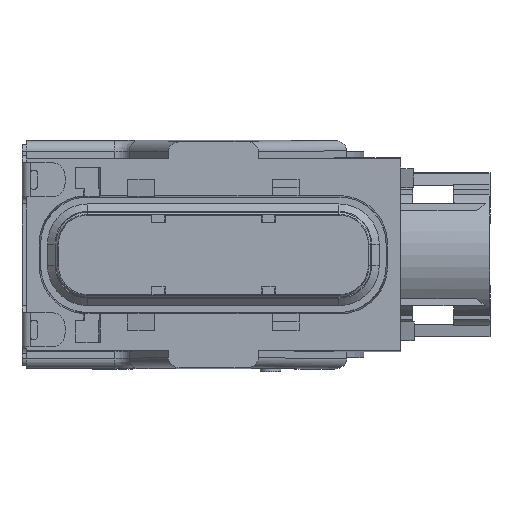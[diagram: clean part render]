
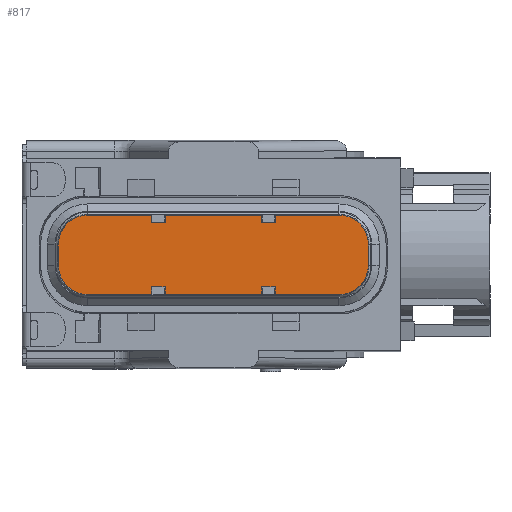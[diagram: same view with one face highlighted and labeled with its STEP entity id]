
A CAD part, front view. The second image highlights one B-rep face of the part: STEP entity #817.
In plain terms, the highlighted planar face has unit normal (0, -1, 0).
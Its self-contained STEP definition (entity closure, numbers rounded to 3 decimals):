
#258=FACE_OUTER_BOUND('',#1838,.T.);
#817=ADVANCED_FACE('',(#258),#1392,.F.);
#1392=PLANE('',#11541);
#1838=EDGE_LOOP('',(#2920,#2921,#2922,#2923,#2924,#2925,#2926,#2927,#2928,
#2929,#2930,#2931,#2932,#2933,#2934,#2935,#2936,#2937,#2938,#2939,#2940,
#2941,#2942,#2943));
#2685=ELLIPSE('',#11537,4.2,4.2);
#2686=ELLIPSE('',#11538,4.2,4.2);
#2687=ELLIPSE('',#11539,4.2,4.2);
#2688=ELLIPSE('',#11540,4.2,4.2);
#2920=ORIENTED_EDGE('',*,*,#7417,.F.);
#2921=ORIENTED_EDGE('',*,*,#7418,.T.);
#2922=ORIENTED_EDGE('',*,*,#7419,.T.);
#2923=ORIENTED_EDGE('',*,*,#7420,.F.);
#2924=ORIENTED_EDGE('',*,*,#7421,.F.);
#2925=ORIENTED_EDGE('',*,*,#7422,.T.);
#2926=ORIENTED_EDGE('',*,*,#7423,.T.);
#2927=ORIENTED_EDGE('',*,*,#7424,.F.);
#2928=ORIENTED_EDGE('',*,*,#7425,.F.);
#2929=ORIENTED_EDGE('',*,*,#7426,.F.);
#2930=ORIENTED_EDGE('',*,*,#7427,.F.);
#2931=ORIENTED_EDGE('',*,*,#7428,.T.);
#2932=ORIENTED_EDGE('',*,*,#7429,.F.);
#2933=ORIENTED_EDGE('',*,*,#7430,.F.);
#2934=ORIENTED_EDGE('',*,*,#7431,.F.);
#2935=ORIENTED_EDGE('',*,*,#7432,.T.);
#2936=ORIENTED_EDGE('',*,*,#7433,.F.);
#2937=ORIENTED_EDGE('',*,*,#7434,.T.);
#2938=ORIENTED_EDGE('',*,*,#7435,.T.);
#2939=ORIENTED_EDGE('',*,*,#7436,.F.);
#2940=ORIENTED_EDGE('',*,*,#7437,.F.);
#2941=ORIENTED_EDGE('',*,*,#7438,.T.);
#2942=ORIENTED_EDGE('',*,*,#7439,.T.);
#2943=ORIENTED_EDGE('',*,*,#7440,.F.);
#6302=VERTEX_POINT('',#15852);
#6303=VERTEX_POINT('',#15853);
#6304=VERTEX_POINT('',#15855);
#6305=VERTEX_POINT('',#15857);
#6306=VERTEX_POINT('',#15859);
#6307=VERTEX_POINT('',#15861);
#6308=VERTEX_POINT('',#15863);
#6309=VERTEX_POINT('',#15865);
#6310=VERTEX_POINT('',#15867);
#6311=VERTEX_POINT('',#15869);
#6312=VERTEX_POINT('',#15871);
#6313=VERTEX_POINT('',#15873);
#6314=VERTEX_POINT('',#15875);
#6315=VERTEX_POINT('',#15877);
#6316=VERTEX_POINT('',#15879);
#6317=VERTEX_POINT('',#15881);
#6318=VERTEX_POINT('',#15883);
#6319=VERTEX_POINT('',#15885);
#6320=VERTEX_POINT('',#15887);
#6321=VERTEX_POINT('',#15889);
#6322=VERTEX_POINT('',#15891);
#6323=VERTEX_POINT('',#15893);
#6324=VERTEX_POINT('',#15895);
#6325=VERTEX_POINT('',#15897);
#7417=EDGE_CURVE('',#6302,#6303,#9097,.T.);
#7418=EDGE_CURVE('',#6302,#6304,#9098,.T.);
#7419=EDGE_CURVE('',#6304,#6305,#9099,.T.);
#7420=EDGE_CURVE('',#6306,#6305,#9100,.T.);
#7421=EDGE_CURVE('',#6307,#6306,#9101,.T.);
#7422=EDGE_CURVE('',#6307,#6308,#2685,.T.);
#7423=EDGE_CURVE('',#6308,#6309,#9102,.T.);
#7424=EDGE_CURVE('',#6310,#6309,#2686,.T.);
#7425=EDGE_CURVE('',#6311,#6310,#9103,.T.);
#7426=EDGE_CURVE('',#6312,#6311,#9104,.T.);
#7427=EDGE_CURVE('',#6313,#6312,#9105,.T.);
#7428=EDGE_CURVE('',#6313,#6314,#9106,.T.);
#7429=EDGE_CURVE('',#6315,#6314,#9107,.T.);
#7430=EDGE_CURVE('',#6316,#6315,#9108,.T.);
#7431=EDGE_CURVE('',#6317,#6316,#9109,.T.);
#7432=EDGE_CURVE('',#6317,#6318,#9110,.T.);
#7433=EDGE_CURVE('',#6319,#6318,#9111,.T.);
#7434=EDGE_CURVE('',#6319,#6320,#2687,.T.);
#7435=EDGE_CURVE('',#6320,#6321,#9112,.T.);
#7436=EDGE_CURVE('',#6322,#6321,#2688,.T.);
#7437=EDGE_CURVE('',#6323,#6322,#9113,.T.);
#7438=EDGE_CURVE('',#6323,#6324,#9114,.T.);
#7439=EDGE_CURVE('',#6324,#6325,#9115,.T.);
#7440=EDGE_CURVE('',#6303,#6325,#9116,.T.);
#9097=LINE('',#15851,#10357);
#9098=LINE('',#15854,#10358);
#9099=LINE('',#15856,#10359);
#9100=LINE('',#15858,#10360);
#9101=LINE('',#15860,#10361);
#9102=LINE('',#15864,#10362);
#9103=LINE('',#15868,#10363);
#9104=LINE('',#15870,#10364);
#9105=LINE('',#15872,#10365);
#9106=LINE('',#15874,#10366);
#9107=LINE('',#15876,#10367);
#9108=LINE('',#15878,#10368);
#9109=LINE('',#15880,#10369);
#9110=LINE('',#15882,#10370);
#9111=LINE('',#15884,#10371);
#9112=LINE('',#15888,#10372);
#9113=LINE('',#15892,#10373);
#9114=LINE('',#15894,#10374);
#9115=LINE('',#15896,#10375);
#9116=LINE('',#15898,#10376);
#10357=VECTOR('',#12598,1.);
#10358=VECTOR('',#12599,1.);
#10359=VECTOR('',#12600,1.);
#10360=VECTOR('',#12601,1.);
#10361=VECTOR('',#12602,1.);
#10362=VECTOR('',#12605,1.);
#10363=VECTOR('',#12608,1.);
#10364=VECTOR('',#12609,1.);
#10365=VECTOR('',#12610,1.);
#10366=VECTOR('',#12611,1.);
#10367=VECTOR('',#12612,1.);
#10368=VECTOR('',#12613,1.);
#10369=VECTOR('',#12614,1.);
#10370=VECTOR('',#12615,1.);
#10371=VECTOR('',#12616,1.);
#10372=VECTOR('',#12619,1.);
#10373=VECTOR('',#12622,1.);
#10374=VECTOR('',#12623,1.);
#10375=VECTOR('',#12624,1.);
#10376=VECTOR('',#12625,1.);
#11537=AXIS2_PLACEMENT_3D('',#15862,#12603,#12604);
#11538=AXIS2_PLACEMENT_3D('',#15866,#12606,#12607);
#11539=AXIS2_PLACEMENT_3D('',#15886,#12617,#12618);
#11540=AXIS2_PLACEMENT_3D('',#15890,#12620,#12621);
#11541=AXIS2_PLACEMENT_3D('',#15899,#12626,#12627);
#12598=DIRECTION('',(-1.,0.,0.));
#12599=DIRECTION('',(0.,0.,1.));
#12600=DIRECTION('',(1.,0.,0.));
#12601=DIRECTION('',(0.,0.,1.));
#12602=DIRECTION('',(-1.,0.,0.));
#12603=DIRECTION('',(0.,-1.,0.));
#12604=DIRECTION('',(-0.707,0.,0.707));
#12605=DIRECTION('',(0.,0.,1.));
#12606=DIRECTION('',(0.,1.,0.));
#12607=DIRECTION('',(-0.707,0.,-0.707));
#12608=DIRECTION('',(1.,0.,0.));
#12609=DIRECTION('',(0.,0.,1.));
#12610=DIRECTION('',(1.,0.,0.));
#12611=DIRECTION('',(0.,0.,1.));
#12612=DIRECTION('',(1.,0.,0.));
#12613=DIRECTION('',(0.,0.,1.));
#12614=DIRECTION('',(1.,0.,0.));
#12615=DIRECTION('',(0.,0.,1.));
#12616=DIRECTION('',(1.,0.,0.));
#12617=DIRECTION('',(0.,-1.,0.));
#12618=DIRECTION('',(0.707,0.,-0.707));
#12619=DIRECTION('',(0.,0.,-1.));
#12620=DIRECTION('',(0.,1.,0.));
#12621=DIRECTION('',(0.707,0.,0.707));
#12622=DIRECTION('',(-1.,0.,0.));
#12623=DIRECTION('',(0.,0.,1.));
#12624=DIRECTION('',(1.,0.,0.));
#12625=DIRECTION('',(0.,0.,1.));
#12626=DIRECTION('',(0.,1.,0.));
#12627=DIRECTION('',(0.,0.,1.));
#15851=CARTESIAN_POINT('',(51.983,-2.915,-18.368));
#15852=CARTESIAN_POINT('',(36.492,-2.915,-18.368));
#15853=CARTESIAN_POINT('',(22.475,-2.915,-18.368));
#15854=CARTESIAN_POINT('',(36.492,-2.915,-19.298));
#15855=CARTESIAN_POINT('',(36.492,-2.915,-17.218));
#15856=CARTESIAN_POINT('',(37.375,-2.915,-17.218));
#15857=CARTESIAN_POINT('',(38.475,-2.915,-17.218));
#15858=CARTESIAN_POINT('',(38.475,-2.915,-6.828));
#15859=CARTESIAN_POINT('',(38.475,-2.915,-18.368));
#15860=CARTESIAN_POINT('',(51.983,-2.915,-18.368));
#15861=CARTESIAN_POINT('',(47.783,-2.915,-18.368));
#15862=CARTESIAN_POINT('',(47.783,-2.915,-14.168));
#15863=CARTESIAN_POINT('',(51.983,-2.915,-14.168));
#15864=CARTESIAN_POINT('',(51.983,-2.915,-6.828));
#15865=CARTESIAN_POINT('',(51.983,-2.915,-11.028));
#15866=CARTESIAN_POINT('',(47.783,-2.915,-11.028));
#15867=CARTESIAN_POINT('',(47.783,-2.915,-6.828));
#15868=CARTESIAN_POINT('',(6.983,-2.915,-6.828));
#15869=CARTESIAN_POINT('',(38.475,-2.915,-6.828));
#15870=CARTESIAN_POINT('',(38.475,-2.915,-6.828));
#15871=CARTESIAN_POINT('',(38.475,-2.915,-7.978));
#15872=CARTESIAN_POINT('',(37.375,-2.915,-7.978));
#15873=CARTESIAN_POINT('',(36.492,-2.915,-7.978));
#15874=CARTESIAN_POINT('',(36.492,-2.915,-5.898));
#15875=CARTESIAN_POINT('',(36.492,-2.915,-6.828));
#15876=CARTESIAN_POINT('',(6.983,-2.915,-6.828));
#15877=CARTESIAN_POINT('',(22.475,-2.915,-6.828));
#15878=CARTESIAN_POINT('',(22.475,-2.915,-6.828));
#15879=CARTESIAN_POINT('',(22.475,-2.915,-7.978));
#15880=CARTESIAN_POINT('',(21.375,-2.915,-7.978));
#15881=CARTESIAN_POINT('',(20.492,-2.915,-7.978));
#15882=CARTESIAN_POINT('',(20.492,-2.915,-6.938));
#15883=CARTESIAN_POINT('',(20.492,-2.915,-6.828));
#15884=CARTESIAN_POINT('',(6.983,-2.915,-6.828));
#15885=CARTESIAN_POINT('',(11.183,-2.915,-6.828));
#15886=CARTESIAN_POINT('',(11.183,-2.915,-11.028));
#15887=CARTESIAN_POINT('',(6.983,-2.915,-11.028));
#15888=CARTESIAN_POINT('',(6.983,-2.915,-18.368));
#15889=CARTESIAN_POINT('',(6.983,-2.915,-14.168));
#15890=CARTESIAN_POINT('',(11.183,-2.915,-14.168));
#15891=CARTESIAN_POINT('',(11.183,-2.915,-18.368));
#15892=CARTESIAN_POINT('',(51.983,-2.915,-18.368));
#15893=CARTESIAN_POINT('',(20.492,-2.915,-18.368));
#15894=CARTESIAN_POINT('',(20.492,-2.915,-18.258));
#15895=CARTESIAN_POINT('',(20.492,-2.915,-17.218));
#15896=CARTESIAN_POINT('',(21.375,-2.915,-17.218));
#15897=CARTESIAN_POINT('',(22.475,-2.915,-17.218));
#15898=CARTESIAN_POINT('',(22.475,-2.915,-6.828));
#15899=CARTESIAN_POINT('',(51.983,-2.915,-6.828));
